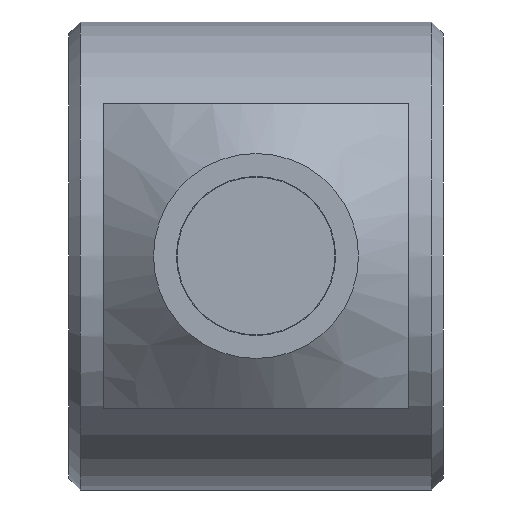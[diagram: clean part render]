
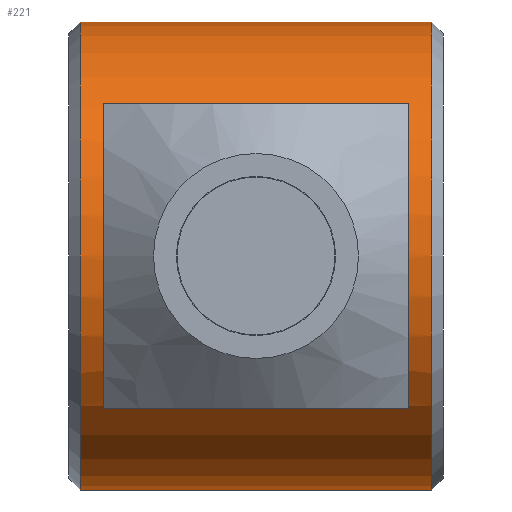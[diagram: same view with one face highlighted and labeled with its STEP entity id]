
A CAD part, left-side view. The second image highlights one B-rep face of the part: STEP entity #221.
In plain terms, the highlighted cylindrical face has radius 10 mm (diameter 20 mm), a full revolution.
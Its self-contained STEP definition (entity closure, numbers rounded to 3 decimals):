
#54=CARTESIAN_POINT('',(10.,-15.5,0.0));
#55=VERTEX_POINT('',#54);
#62=CARTESIAN_POINT('',(-10.,-15.5,0.0));
#63=VERTEX_POINT('',#62);
#64=CARTESIAN_POINT('',(0.0,-15.5,0.0));
#65=DIRECTION('',(0.0,-1.0,0.0));
#66=DIRECTION('',(1.0,0.0,0.0));
#67=AXIS2_PLACEMENT_3D('',#64,#65,#66);
#68=CIRCLE('',#67,10.);
#69=EDGE_CURVE('',#55,#63,#68,.T.);
#71=CARTESIAN_POINT('',(0.0,-15.5,0.0));
#72=DIRECTION('',(0.0,-1.0,0.0));
#73=DIRECTION('',(1.0,0.0,0.0));
#74=AXIS2_PLACEMENT_3D('',#71,#72,#73);
#75=CIRCLE('',#74,10.);
#76=EDGE_CURVE('',#63,#55,#75,.T.);
#84=CARTESIAN_POINT('',(0.0,-15.5,0.0));
#85=DIRECTION('',(0.0,-1.0,0.0));
#86=DIRECTION('',(1.0,0.0,0.0));
#87=AXIS2_PLACEMENT_3D('',#84,#85,#86);
#88=CYLINDRICAL_SURFACE('',#87,10.);
#89=CARTESIAN_POINT('',(10.,-14.25,0.0));
#90=VERTEX_POINT('',#89);
#91=CARTESIAN_POINT('',(10.,-15.5,0.0));
#92=DIRECTION('',(0.0,1.0,0.0));
#93=VECTOR('',#92,1.25);
#94=LINE('',#91,#93);
#95=EDGE_CURVE('',#55,#90,#94,.T.);
#96=ORIENTED_EDGE('',*,*,#95,.T.);
#97=CARTESIAN_POINT('',(10.,-1.75,0.0));
#98=VERTEX_POINT('',#97);
#99=CARTESIAN_POINT('',(10.,-1.75,0.0));
#100=CARTESIAN_POINT('',(10.,-1.75,0.381));
#101=CARTESIAN_POINT('',(9.948,-1.833,1.282));
#102=CARTESIAN_POINT('',(9.698,-2.24,2.56));
#103=CARTESIAN_POINT('',(9.285,-2.958,3.775));
#104=CARTESIAN_POINT('',(8.809,-3.883,4.77));
#105=CARTESIAN_POINT('',(8.348,-4.978,5.522));
#106=CARTESIAN_POINT('',(8.003,-6.128,6.002));
#107=CARTESIAN_POINT('',(7.81,-7.289,6.246));
#108=CARTESIAN_POINT('',(7.789,-8.511,6.271));
#109=CARTESIAN_POINT('',(7.974,-9.78,6.04));
#110=CARTESIAN_POINT('',(8.322,-10.943,5.56));
#111=CARTESIAN_POINT('',(8.771,-12.034,4.833));
#112=CARTESIAN_POINT('',(9.168,-12.819,4.034));
#113=CARTESIAN_POINT('',(9.549,-13.507,3.025));
#114=CARTESIAN_POINT('',(9.822,-13.963,2.015));
#115=CARTESIAN_POINT('',(9.974,-14.209,0.908));
#116=CARTESIAN_POINT('',(10.,-14.25,0.266));
#117=CARTESIAN_POINT('',(10.,-14.25,0.));
#118=B_SPLINE_CURVE_WITH_KNOTS('',3,(#99,#100,#101,#102,#103,#104,#105,#106,#107,#108,#109,#110,#111,#112,#113,#114,#115,#116,#117),.UNSPECIFIED.,.F.,.U.,(4,1,1,1,1,1,1,1,1,1,1,1,1,1,1,1,4),(0.0,1.145,2.698,4.057,5.534,6.993,8.25,9.392,10.579,11.888,13.269,14.469,16.03,16.812,18.301,19.428,20.226),.UNSPECIFIED.);
#119=EDGE_CURVE('',#98,#90,#118,.T.);
#120=ORIENTED_EDGE('',*,*,#119,.F.);
#121=CARTESIAN_POINT('',(10.,-0.5,0.0));
#122=VERTEX_POINT('',#121);
#123=CARTESIAN_POINT('',(10.,-1.75,0.0));
#124=DIRECTION('',(0.0,1.0,0.0));
#125=VECTOR('',#124,1.25);
#126=LINE('',#123,#125);
#127=EDGE_CURVE('',#98,#122,#126,.T.);
#128=ORIENTED_EDGE('',*,*,#127,.T.);
#129=CARTESIAN_POINT('',(-10.,-0.5,0.0));
#130=VERTEX_POINT('',#129);
#131=CARTESIAN_POINT('',(0.0,-0.5,0.0));
#132=DIRECTION('',(0.0,-1.0,0.0));
#133=DIRECTION('',(1.0,0.0,0.0));
#134=AXIS2_PLACEMENT_3D('',#131,#132,#133);
#135=CIRCLE('',#134,10.);
#136=EDGE_CURVE('',#122,#130,#135,.T.);
#137=ORIENTED_EDGE('',*,*,#136,.T.);
#138=CARTESIAN_POINT('',(0.0,-0.5,0.0));
#139=DIRECTION('',(0.0,-1.0,0.0));
#140=DIRECTION('',(1.0,0.0,0.0));
#141=AXIS2_PLACEMENT_3D('',#138,#139,#140);
#142=CIRCLE('',#141,10.);
#143=EDGE_CURVE('',#130,#122,#142,.T.);
#144=ORIENTED_EDGE('',*,*,#143,.T.);
#145=ORIENTED_EDGE('',*,*,#127,.F.);
#146=CARTESIAN_POINT('',(10.,-14.25,0.));
#147=CARTESIAN_POINT('',(10.,-14.25,-0.266));
#148=CARTESIAN_POINT('',(9.974,-14.209,-0.908));
#149=CARTESIAN_POINT('',(9.822,-13.963,-2.015));
#150=CARTESIAN_POINT('',(9.54,-13.491,-3.059));
#151=CARTESIAN_POINT('',(9.142,-12.771,-4.095));
#152=CARTESIAN_POINT('',(8.744,-11.973,-4.879));
#153=CARTESIAN_POINT('',(8.311,-10.904,-5.576));
#154=CARTESIAN_POINT('',(7.974,-9.78,-6.04));
#155=CARTESIAN_POINT('',(7.789,-8.511,-6.271));
#156=CARTESIAN_POINT('',(7.81,-7.289,-6.246));
#157=CARTESIAN_POINT('',(8.003,-6.128,-6.002));
#158=CARTESIAN_POINT('',(8.36,-4.938,-5.505));
#159=CARTESIAN_POINT('',(8.834,-3.829,-4.727));
#160=CARTESIAN_POINT('',(9.307,-2.92,-3.716));
#161=CARTESIAN_POINT('',(9.703,-2.231,-2.533));
#162=CARTESIAN_POINT('',(9.948,-1.833,-1.282));
#163=CARTESIAN_POINT('',(10.,-1.75,-0.381));
#164=CARTESIAN_POINT('',(10.,-1.75,0.));
#165=B_SPLINE_CURVE_WITH_KNOTS('',3,(#146,#147,#148,#149,#150,#151,#152,#153,#154,#155,#156,#157,#158,#159,#160,#161,#162,#163,#164),.UNSPECIFIED.,.F.,.U.,(4,1,1,1,1,1,1,1,1,1,1,1,1,1,1,1,4),(0.0,0.798,1.925,3.414,4.31,5.885,6.957,8.338,9.647,10.835,11.976,13.234,14.826,16.253,17.528,19.081,20.226),.UNSPECIFIED.);
#166=EDGE_CURVE('',#90,#98,#165,.T.);
#167=ORIENTED_EDGE('',*,*,#166,.F.);
#168=ORIENTED_EDGE('',*,*,#95,.F.);
#169=ORIENTED_EDGE('',*,*,#76,.F.);
#170=ORIENTED_EDGE('',*,*,#69,.F.);
#171=EDGE_LOOP('',(#96,#120,#128,#137,#144,#145,#167,#168,#169,#170));
#172=FACE_OUTER_BOUND('',#171,.T.);
#173=CARTESIAN_POINT('',(-10.,-12.25,0.));
#174=VERTEX_POINT('',#173);
#175=CARTESIAN_POINT('',(-10.,-3.75,0.0));
#176=VERTEX_POINT('',#175);
#177=CARTESIAN_POINT('',(-10.,-12.25,0.));
#178=CARTESIAN_POINT('',(-10.,-12.25,0.089));
#179=CARTESIAN_POINT('',(-9.995,-12.239,0.45));
#180=CARTESIAN_POINT('',(-9.951,-12.134,1.103));
#181=CARTESIAN_POINT('',(-9.829,-11.837,1.893));
#182=CARTESIAN_POINT('',(-9.614,-11.26,2.813));
#183=CARTESIAN_POINT('',(-9.364,-10.468,3.529));
#184=CARTESIAN_POINT('',(-9.167,-9.514,3.999));
#185=CARTESIAN_POINT('',(-9.069,-8.721,4.215));
#186=CARTESIAN_POINT('',(-9.04,-7.902,4.275));
#187=CARTESIAN_POINT('',(-9.088,-7.058,4.174));
#188=CARTESIAN_POINT('',(-9.208,-6.258,3.908));
#189=CARTESIAN_POINT('',(-9.405,-5.403,3.417));
#190=CARTESIAN_POINT('',(-9.618,-4.734,2.779));
#191=CARTESIAN_POINT('',(-9.835,-4.147,1.883));
#192=CARTESIAN_POINT('',(-9.97,-3.821,0.99));
#193=CARTESIAN_POINT('',(-10.,-3.75,0.283));
#194=CARTESIAN_POINT('',(-10.,-3.75,0.));
#195=B_SPLINE_CURVE_WITH_KNOTS('',3,(#177,#178,#179,#180,#181,#182,#183,#184,#185,#186,#187,#188,#189,#190,#191,#192,#193,#194),.UNSPECIFIED.,.F.,.U.,(4,1,1,1,1,1,1,1,1,1,1,1,1,1,1,4),(13.516,13.783,14.599,15.495,16.326,17.906,18.731,19.556,20.375,21.184,22.096,22.915,24.185,24.915,26.182,27.032),.UNSPECIFIED.);
#196=EDGE_CURVE('',#174,#176,#195,.T.);
#197=ORIENTED_EDGE('',*,*,#196,.F.);
#198=CARTESIAN_POINT('',(-10.,-3.75,0.));
#199=CARTESIAN_POINT('',(-10.,-3.75,-0.325));
#200=CARTESIAN_POINT('',(-9.964,-3.835,-1.06));
#201=CARTESIAN_POINT('',(-9.826,-4.169,-1.912));
#202=CARTESIAN_POINT('',(-9.642,-4.67,-2.68));
#203=CARTESIAN_POINT('',(-9.459,-5.225,-3.265));
#204=CARTESIAN_POINT('',(-9.262,-5.99,-3.779));
#205=CARTESIAN_POINT('',(-9.12,-6.791,-4.105));
#206=CARTESIAN_POINT('',(-9.047,-7.624,-4.26));
#207=CARTESIAN_POINT('',(-9.051,-8.472,-4.252));
#208=CARTESIAN_POINT('',(-9.131,-9.283,-4.08));
#209=CARTESIAN_POINT('',(-9.287,-10.127,-3.719));
#210=CARTESIAN_POINT('',(-9.482,-10.847,-3.202));
#211=CARTESIAN_POINT('',(-9.696,-11.488,-2.483));
#212=CARTESIAN_POINT('',(-9.882,-11.971,-1.635));
#213=CARTESIAN_POINT('',(-9.984,-12.212,-0.756));
#214=CARTESIAN_POINT('',(-10.,-12.25,-0.191));
#215=CARTESIAN_POINT('',(-10.,-12.25,0.));
#216=B_SPLINE_CURVE_WITH_KNOTS('',3,(#198,#199,#200,#201,#202,#203,#204,#205,#206,#207,#208,#209,#210,#211,#212,#213,#214,#215),.UNSPECIFIED.,.F.,.U.,(4,1,1,1,1,1,1,1,1,1,1,1,1,1,1,4),(0.0,0.978,2.2,2.748,3.777,4.664,5.561,6.392,7.2,8.091,8.874,9.982,10.791,11.823,12.942,13.516),.UNSPECIFIED.);
#217=EDGE_CURVE('',#176,#174,#216,.T.);
#218=ORIENTED_EDGE('',*,*,#217,.F.);
#219=EDGE_LOOP('',(#197,#218));
#220=FACE_BOUND('',#219,.T.);
#221=ADVANCED_FACE('',(#172,#220),#88,.T.);
